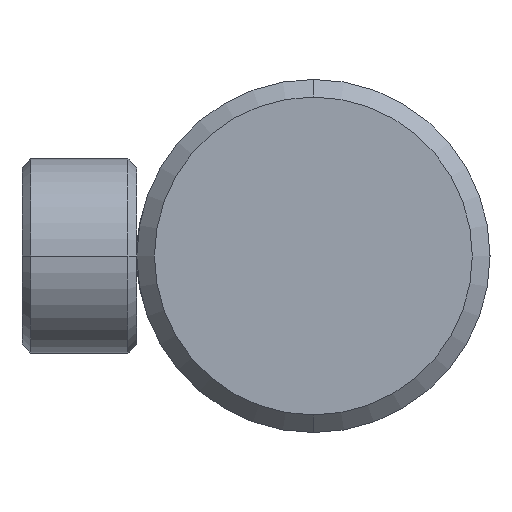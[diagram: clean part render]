
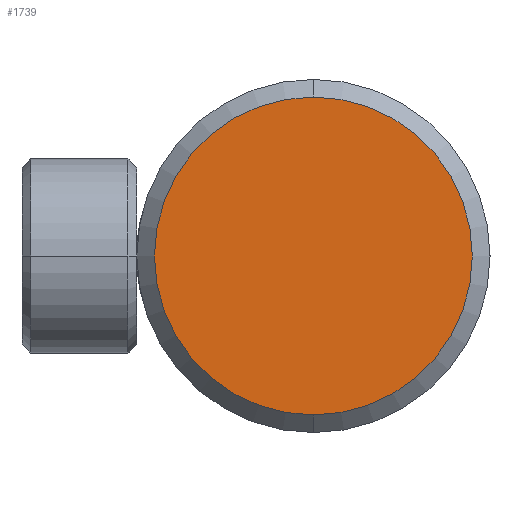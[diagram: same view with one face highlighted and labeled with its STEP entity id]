
A CAD part, left-side view. The second image highlights one B-rep face of the part: STEP entity #1739.
In plain terms, the highlighted planar face has unit normal (-1, 0, 0).
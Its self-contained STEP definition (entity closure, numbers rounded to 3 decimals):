
#23 = CARTESIAN_POINT ( 'NONE',  ( 0., 0., 0. ) ) ;
#50 = AXIS2_PLACEMENT_3D ( 'NONE', #23, #1278, #431 ) ;
#175 = VERTEX_POINT ( 'NONE', #1013 ) ;
#231 = EDGE_CURVE ( 'NONE', #175, #1269, #465, .T. ) ;
#254 = DIRECTION ( 'NONE',  ( 0., 0., -1. ) ) ;
#431 = DIRECTION ( 'NONE',  ( 0., 0., 1. ) ) ;
#465 = CIRCLE ( 'NONE', #1518, 18. ) ;
#511 = CARTESIAN_POINT ( 'NONE',  ( 0., 0., -18. ) ) ;
#900 = EDGE_LOOP ( 'NONE', ( #2510, #1303 ) ) ;
#1013 = CARTESIAN_POINT ( 'NONE',  ( 0., 0., 18. ) ) ;
#1019 = EDGE_CURVE ( 'NONE', #1269, #175, #1967, .T. ) ;
#1049 = DIRECTION ( 'NONE',  ( 1., 0., 0. ) ) ;
#1269 = VERTEX_POINT ( 'NONE', #511 ) ;
#1278 = DIRECTION ( 'NONE',  ( -1., 0., 0. ) ) ;
#1303 = ORIENTED_EDGE ( 'NONE', *, *, #231, .F. ) ;
#1345 = PLANE ( 'NONE',  #50 ) ;
#1518 = AXIS2_PLACEMENT_3D ( 'NONE', #2498, #1049, #254 ) ;
#1739 = ADVANCED_FACE ( 'NONE', ( #2011 ), #1345, .T. ) ;
#1967 = CIRCLE ( 'NONE', #2709, 18. ) ;
#2011 = FACE_OUTER_BOUND ( 'NONE', #900, .T. ) ;
#2429 = CARTESIAN_POINT ( 'NONE',  ( 0., 0., 0. ) ) ;
#2446 = DIRECTION ( 'NONE',  ( 0., 0., -1. ) ) ;
#2498 = CARTESIAN_POINT ( 'NONE',  ( 0., 0., 0. ) ) ;
#2510 = ORIENTED_EDGE ( 'NONE', *, *, #1019, .F. ) ;
#2709 = AXIS2_PLACEMENT_3D ( 'NONE', #2429, #2851, #2446 ) ;
#2851 = DIRECTION ( 'NONE',  ( 1., 0., 0. ) ) ;
